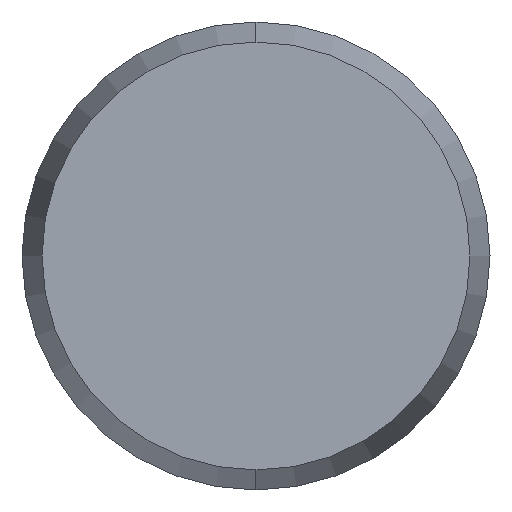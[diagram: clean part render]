
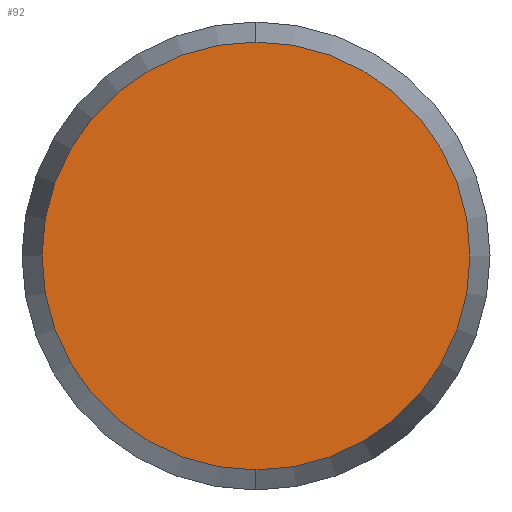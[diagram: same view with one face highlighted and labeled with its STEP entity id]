
A CAD part, left-side view. The second image highlights one B-rep face of the part: STEP entity #92.
In plain terms, the highlighted planar face has unit normal (-1, 0, 0).
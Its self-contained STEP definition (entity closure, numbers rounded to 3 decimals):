
#26 = DIRECTION ( 'NONE',  ( -1., 0., 0. ) ) ;
#34 = AXIS2_PLACEMENT_3D ( 'NONE', #171, #41, #212 ) ;
#41 = DIRECTION ( 'NONE',  ( -1., 0., 0. ) ) ;
#55 = CARTESIAN_POINT ( 'NONE',  ( -4.5, 0., 0. ) ) ;
#56 = CARTESIAN_POINT ( 'NONE',  ( -4.5, 0., 1.143 ) ) ;
#63 = VERTEX_POINT ( 'NONE', #177 ) ;
#65 = EDGE_CURVE ( 'NONE', #71, #63, #229, .T. ) ;
#71 = VERTEX_POINT ( 'NONE', #56 ) ;
#92 = ADVANCED_FACE ( 'NONE', ( #93 ), #244, .T. ) ;
#93 = FACE_OUTER_BOUND ( 'NONE', #133, .T. ) ;
#133 = EDGE_LOOP ( 'NONE', ( #210, #134 ) ) ;
#134 = ORIENTED_EDGE ( 'NONE', *, *, #226, .T. ) ;
#171 = CARTESIAN_POINT ( 'NONE',  ( -4.5, 0., 0. ) ) ;
#177 = CARTESIAN_POINT ( 'NONE',  ( -4.5, 0., -1.143 ) ) ;
#206 = CIRCLE ( 'NONE', #34, 1.143 ) ;
#210 = ORIENTED_EDGE ( 'NONE', *, *, #65, .T. ) ;
#212 = DIRECTION ( 'NONE',  ( 0., 0., 1. ) ) ;
#226 = EDGE_CURVE ( 'NONE', #63, #71, #206, .T. ) ;
#229 = CIRCLE ( 'NONE', #246, 1.143 ) ;
#237 = DIRECTION ( 'NONE',  ( 0., 0., 1. ) ) ;
#244 = PLANE ( 'NONE',  #248 ) ;
#245 = CARTESIAN_POINT ( 'NONE',  ( -4.5, 0., 0. ) ) ;
#246 = AXIS2_PLACEMENT_3D ( 'NONE', #55, #26, #258 ) ;
#248 = AXIS2_PLACEMENT_3D ( 'NONE', #245, #262, #237 ) ;
#258 = DIRECTION ( 'NONE',  ( 0., 0., 1. ) ) ;
#262 = DIRECTION ( 'NONE',  ( -1., 0., 0. ) ) ;
